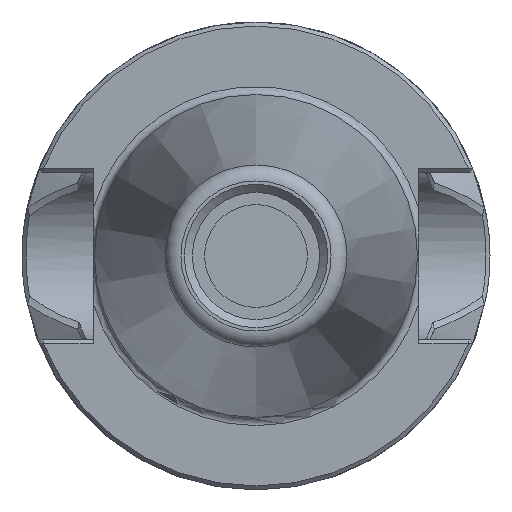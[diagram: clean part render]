
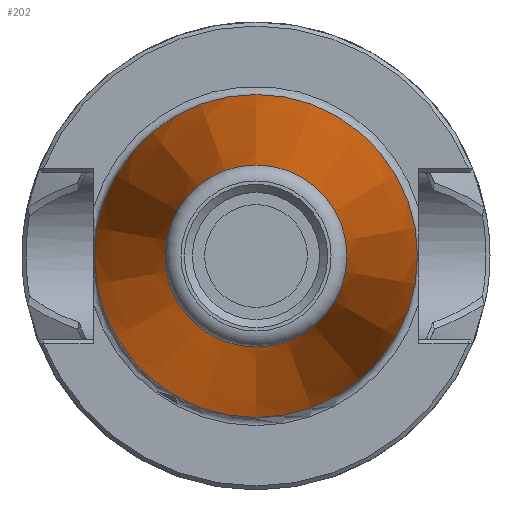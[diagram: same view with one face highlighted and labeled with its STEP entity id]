
A CAD part, left-side view. The second image highlights one B-rep face of the part: STEP entity #202.
In plain terms, the highlighted conical face has half-angle 8.374 degrees and reference radius 8.603 mm.
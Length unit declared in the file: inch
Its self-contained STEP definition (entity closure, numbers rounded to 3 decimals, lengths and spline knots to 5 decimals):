
#168=CARTESIAN_POINT('',(0.0534,0.,-0.35235));
#169=VERTEX_POINT('',#168);
#170=CARTESIAN_POINT('',(0.0534,0.,0.));
#171=DIRECTION('',(1.0,0.0,0.0));
#172=DIRECTION('',(0.0,0.0,-1.0));
#173=AXIS2_PLACEMENT_3D('',#170,#171,#172);
#174=CIRCLE('',#173,0.35235);
#175=EDGE_CURVE('',#169,#169,#174,.T.);
#183=CARTESIAN_POINT('',(-0.03921,0.,0.));
#184=DIRECTION('',(1.0,0.0,0.0));
#185=DIRECTION('',(0.0,0.0,-1.0));
#186=AXIS2_PLACEMENT_3D('',#183,#184,#185);
#187=CONICAL_SURFACE('',#186,0.33872,8.374);
#188=CARTESIAN_POINT('',(1.90551,0.0,-0.625));
#189=VERTEX_POINT('',#188);
#190=CARTESIAN_POINT('',(1.90551,0.,0.));
#191=DIRECTION('',(1.0,0.0,0.0));
#192=DIRECTION('',(0.0,0.0,-1.0));
#193=AXIS2_PLACEMENT_3D('',#190,#191,#192);
#194=CIRCLE('',#193,0.625);
#195=EDGE_CURVE('',#189,#189,#194,.T.);
#196=ORIENTED_EDGE('',*,*,#195,.F.);
#197=EDGE_LOOP('',(#196));
#198=FACE_OUTER_BOUND('',#197,.T.);
#199=ORIENTED_EDGE('',*,*,#175,.T.);
#200=EDGE_LOOP('',(#199));
#201=FACE_BOUND('',#200,.T.);
#202=ADVANCED_FACE('',(#198,#201),#187,.T.);
